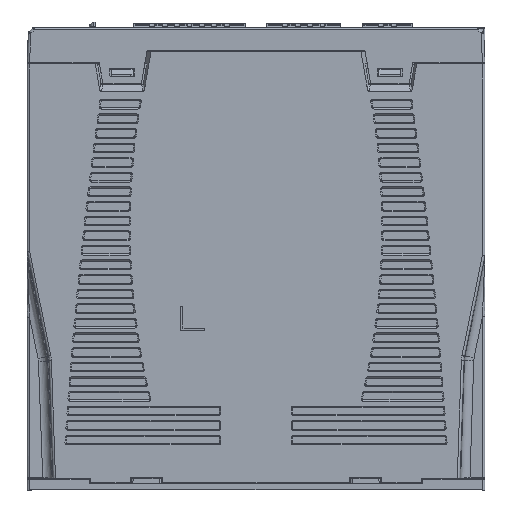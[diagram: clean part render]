
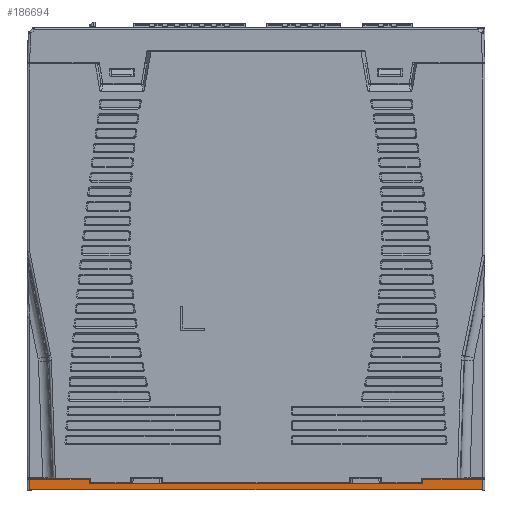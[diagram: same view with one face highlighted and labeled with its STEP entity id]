
A CAD part, left-side view. The second image highlights one B-rep face of the part: STEP entity #186694.
In plain terms, the highlighted planar face has unit normal (-1, 0, 0).
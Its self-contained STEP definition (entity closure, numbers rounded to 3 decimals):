
#4172 = VERTEX_POINT ( 'NONE', #118393 ) ;
#8961 = CARTESIAN_POINT ( 'NONE',  ( 0., -94., -0.83 ) ) ;
#11250 = LINE ( 'NONE', #8961, #51778 ) ;
#13557 = VECTOR ( 'NONE', #82508, 1000. ) ;
#15428 = CARTESIAN_POINT ( 'NONE',  ( 0., 68.527, -2.5 ) ) ;
#19515 = EDGE_CURVE ( 'NONE', #104469, #160142, #50455, .T. ) ;
#22134 = ORIENTED_EDGE ( 'NONE', *, *, #95364, .T. ) ;
#24848 = DIRECTION ( 'NONE',  ( 0., 1., 0. ) ) ;
#43574 = LINE ( 'NONE', #58031, #84018 ) ;
#50455 = LINE ( 'NONE', #178615, #101668 ) ;
#51778 = VECTOR ( 'NONE', #24848, 1000. ) ;
#58031 = CARTESIAN_POINT ( 'NONE',  ( 0., -94., -5. ) ) ;
#65237 = CARTESIAN_POINT ( 'NONE',  ( 0., -93., -0.83 ) ) ;
#73080 = DIRECTION ( 'NONE',  ( 1., 0., 0. ) ) ;
#74664 = CARTESIAN_POINT ( 'NONE',  ( 0., -94., -2.5 ) ) ;
#76900 = DIRECTION ( 'NONE',  ( 0., 1., 0. ) ) ;
#82508 = DIRECTION ( 'NONE',  ( 0., 0., -1. ) ) ;
#84018 = VECTOR ( 'NONE', #109865, 1000. ) ;
#86995 = EDGE_CURVE ( 'NONE', #149675, #120107, #98685, .T. ) ;
#88197 = DIRECTION ( 'NONE',  ( 0., 0., 1. ) ) ;
#89676 = ORIENTED_EDGE ( 'NONE', *, *, #174219, .T. ) ;
#89909 = LINE ( 'NONE', #15428, #141100 ) ;
#93498 = VECTOR ( 'NONE', #217967, 1000. ) ;
#95364 = EDGE_CURVE ( 'NONE', #149868, #213403, #11250, .T. ) ;
#98685 = LINE ( 'NONE', #106434, #117402 ) ;
#101668 = VECTOR ( 'NONE', #182363, 1000. ) ;
#102668 = LINE ( 'NONE', #133637, #13557 ) ;
#103936 = ORIENTED_EDGE ( 'NONE', *, *, #145054, .T. ) ;
#104469 = VERTEX_POINT ( 'NONE', #155163 ) ;
#106434 = CARTESIAN_POINT ( 'NONE',  ( 0., -68.527, -2.5 ) ) ;
#109865 = DIRECTION ( 'NONE',  ( 0., 1., 0. ) ) ;
#109898 = EDGE_LOOP ( 'NONE', ( #183066, #103936, #117393, #156472, #197884, #22134, #89676, #199079 ) ) ;
#117393 = ORIENTED_EDGE ( 'NONE', *, *, #86995, .T. ) ;
#117402 = VECTOR ( 'NONE', #210532, 1000. ) ;
#118393 = CARTESIAN_POINT ( 'NONE',  ( 0., 93., -5. ) ) ;
#118759 = LINE ( 'NONE', #74664, #191715 ) ;
#120107 = VERTEX_POINT ( 'NONE', #196086 ) ;
#124074 = CARTESIAN_POINT ( 'NONE',  ( 0., 93., -0.83 ) ) ;
#133637 = CARTESIAN_POINT ( 'NONE',  ( 0., 93., -5. ) ) ;
#139308 = LINE ( 'NONE', #149255, #93498 ) ;
#141100 = VECTOR ( 'NONE', #170668, 1000. ) ;
#143834 = EDGE_CURVE ( 'NONE', #104469, #4172, #43574, .T. ) ;
#145054 = EDGE_CURVE ( 'NONE', #160142, #149675, #139308, .T. ) ;
#149255 = CARTESIAN_POINT ( 'NONE',  ( 0., -94., -0.83 ) ) ;
#149675 = VERTEX_POINT ( 'NONE', #174346 ) ;
#149868 = VERTEX_POINT ( 'NONE', #196883 ) ;
#155163 = CARTESIAN_POINT ( 'NONE',  ( 0., -93., -5. ) ) ;
#156472 = ORIENTED_EDGE ( 'NONE', *, *, #201926, .T. ) ;
#160142 = VERTEX_POINT ( 'NONE', #65237 ) ;
#170668 = DIRECTION ( 'NONE',  ( 0., 0., 1. ) ) ;
#173109 = VERTEX_POINT ( 'NONE', #181658 ) ;
#174061 = CARTESIAN_POINT ( 'NONE',  ( 0., -94., -2.5 ) ) ;
#174219 = EDGE_CURVE ( 'NONE', #213403, #4172, #102668, .T. ) ;
#174346 = CARTESIAN_POINT ( 'NONE',  ( 0., -68.527, -0.83 ) ) ;
#178615 = CARTESIAN_POINT ( 'NONE',  ( 0., -93., -2.5 ) ) ;
#181131 = FACE_OUTER_BOUND ( 'NONE', #109898, .T. ) ;
#181658 = CARTESIAN_POINT ( 'NONE',  ( 0., 68.527, -2.5 ) ) ;
#182363 = DIRECTION ( 'NONE',  ( 0., 0., 1. ) ) ;
#183066 = ORIENTED_EDGE ( 'NONE', *, *, #19515, .T. ) ;
#186694 = ADVANCED_FACE ( 'NONE', ( #181131 ), #191415, .F. ) ;
#191415 = PLANE ( 'NONE',  #212556 ) ;
#191715 = VECTOR ( 'NONE', #76900, 1000. ) ;
#194740 = EDGE_CURVE ( 'NONE', #173109, #149868, #89909, .T. ) ;
#196086 = CARTESIAN_POINT ( 'NONE',  ( 0., -68.527, -2.5 ) ) ;
#196883 = CARTESIAN_POINT ( 'NONE',  ( 0., 68.527, -0.83 ) ) ;
#197884 = ORIENTED_EDGE ( 'NONE', *, *, #194740, .T. ) ;
#199079 = ORIENTED_EDGE ( 'NONE', *, *, #143834, .F. ) ;
#201926 = EDGE_CURVE ( 'NONE', #120107, #173109, #118759, .T. ) ;
#210532 = DIRECTION ( 'NONE',  ( 0., 0., -1. ) ) ;
#212556 = AXIS2_PLACEMENT_3D ( 'NONE', #174061, #73080, #88197 ) ;
#213403 = VERTEX_POINT ( 'NONE', #124074 ) ;
#217967 = DIRECTION ( 'NONE',  ( 0., 1., 0. ) ) ;
